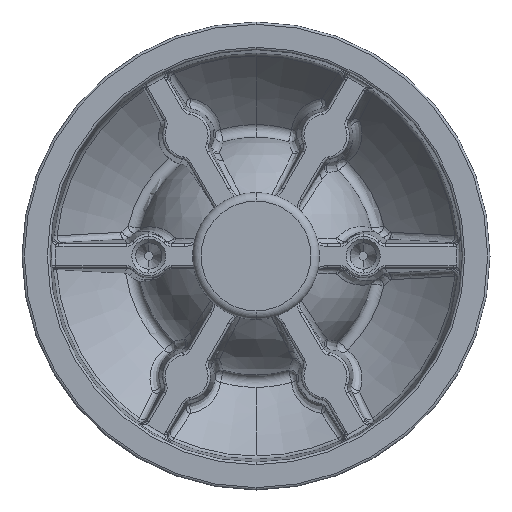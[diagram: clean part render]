
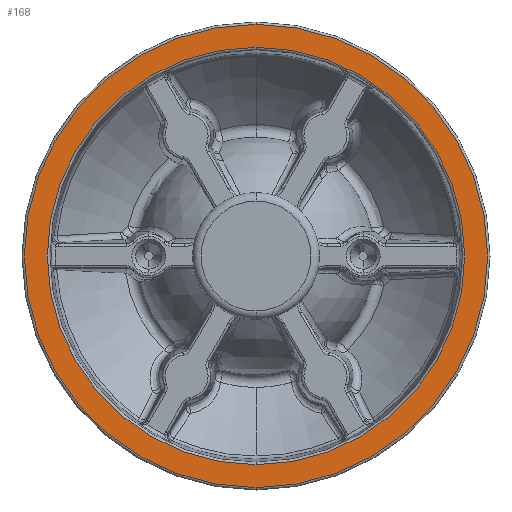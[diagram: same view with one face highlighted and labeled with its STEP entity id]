
A CAD part, front view. The second image highlights one B-rep face of the part: STEP entity #168.
In plain terms, the highlighted planar face has unit normal (0, -1, 0).
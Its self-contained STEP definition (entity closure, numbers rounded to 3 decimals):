
#168 = ADVANCED_FACE ( 'NONE', ( #11052, #2486 ), #7323, .T. ) ;
#875 = AXIS2_PLACEMENT_3D ( 'NONE', #9005, #2290, #10132 ) ;
#994 = ORIENTED_EDGE ( 'NONE', *, *, #3158, .T. ) ;
#1922 = AXIS2_PLACEMENT_3D ( 'NONE', #2888, #10703, #4019 ) ;
#2290 = DIRECTION ( 'NONE',  ( 0., -1., 0. ) ) ;
#2486 = FACE_BOUND ( 'NONE', #8181, .T. ) ;
#2781 = DIRECTION ( 'NONE',  ( 0., 1., 0. ) ) ;
#2888 = CARTESIAN_POINT ( 'NONE',  ( 0., 0., 0. ) ) ;
#3061 = EDGE_CURVE ( 'NONE', #5952, #11547, #3500, .T. ) ;
#3158 = EDGE_CURVE ( 'NONE', #4571, #8724, #8748, .T. ) ;
#3327 = EDGE_LOOP ( 'NONE', ( #5256, #994 ) ) ;
#3500 = CIRCLE ( 'NONE', #1922, 26.285 ) ;
#3585 = CARTESIAN_POINT ( 'NONE',  ( 0., 0., 0. ) ) ;
#4019 = DIRECTION ( 'NONE',  ( 0., 0., -1. ) ) ;
#4025 = AXIS2_PLACEMENT_3D ( 'NONE', #9490, #2781, #10595 ) ;
#4571 = VERTEX_POINT ( 'NONE', #8039 ) ;
#4709 = DIRECTION ( 'NONE',  ( 0., 0., -1. ) ) ;
#5256 = ORIENTED_EDGE ( 'NONE', *, *, #6517, .T. ) ;
#5952 = VERTEX_POINT ( 'NONE', #14068 ) ;
#6517 = EDGE_CURVE ( 'NONE', #8724, #4571, #8779, .T. ) ;
#7026 = AXIS2_PLACEMENT_3D ( 'NONE', #8811, #7871, #7473 ) ;
#7107 = EDGE_CURVE ( 'NONE', #11547, #5952, #11203, .T. ) ;
#7323 = PLANE ( 'NONE',  #7026 ) ;
#7473 = DIRECTION ( 'NONE',  ( 0., 0., -1. ) ) ;
#7871 = DIRECTION ( 'NONE',  ( 0., -1., 0. ) ) ;
#7880 = ORIENTED_EDGE ( 'NONE', *, *, #7107, .T. ) ;
#8039 = CARTESIAN_POINT ( 'NONE',  ( 0., 0., 29.173 ) ) ;
#8181 = EDGE_LOOP ( 'NONE', ( #7880, #10517 ) ) ;
#8284 = CARTESIAN_POINT ( 'NONE',  ( 0., 0., -26.285 ) ) ;
#8724 = VERTEX_POINT ( 'NONE', #11609 ) ;
#8748 = CIRCLE ( 'NONE', #875, 29.173 ) ;
#8779 = CIRCLE ( 'NONE', #13772, 29.173 ) ;
#8811 = CARTESIAN_POINT ( 'NONE',  ( -26., 0., 0. ) ) ;
#9005 = CARTESIAN_POINT ( 'NONE',  ( 0., 0., 0. ) ) ;
#9490 = CARTESIAN_POINT ( 'NONE',  ( 0., 0., 0. ) ) ;
#10132 = DIRECTION ( 'NONE',  ( 0., 0., -1. ) ) ;
#10517 = ORIENTED_EDGE ( 'NONE', *, *, #3061, .T. ) ;
#10595 = DIRECTION ( 'NONE',  ( 0., 0., -1. ) ) ;
#10703 = DIRECTION ( 'NONE',  ( 0., 1., 0. ) ) ;
#11052 = FACE_OUTER_BOUND ( 'NONE', #3327, .T. ) ;
#11203 = CIRCLE ( 'NONE', #4025, 26.285 ) ;
#11394 = DIRECTION ( 'NONE',  ( 0., -1., 0. ) ) ;
#11547 = VERTEX_POINT ( 'NONE', #8284 ) ;
#11609 = CARTESIAN_POINT ( 'NONE',  ( 0., 0., -29.173 ) ) ;
#13772 = AXIS2_PLACEMENT_3D ( 'NONE', #3585, #11394, #4709 ) ;
#14068 = CARTESIAN_POINT ( 'NONE',  ( 0., 0., 26.285 ) ) ;
